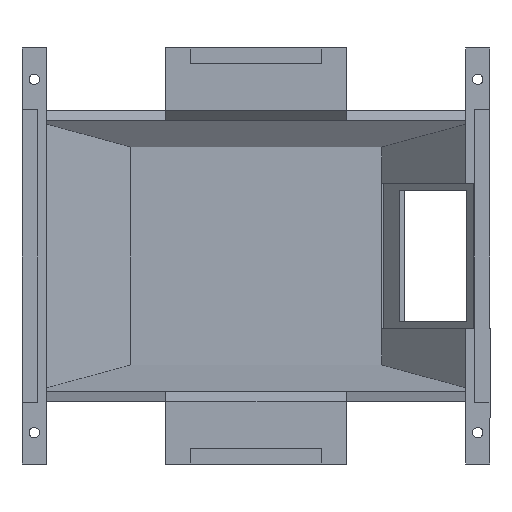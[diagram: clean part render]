
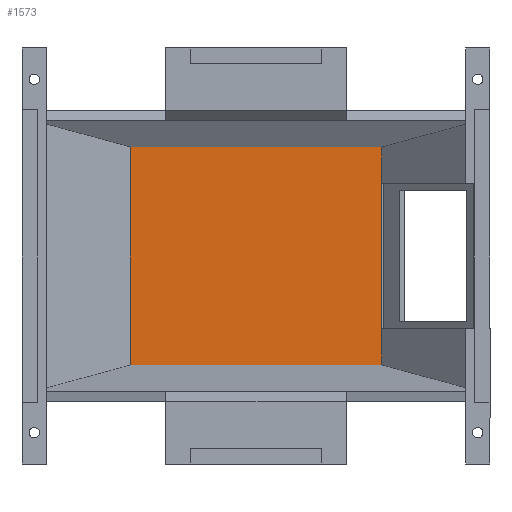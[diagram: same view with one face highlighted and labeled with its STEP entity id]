
A CAD part, front view. The second image highlights one B-rep face of the part: STEP entity #1573.
In plain terms, the highlighted planar face has unit normal (0, -1, 0).
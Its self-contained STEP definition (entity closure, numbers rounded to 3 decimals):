
#14 = ORIENTED_EDGE ( 'NONE', *, *, #558, .F. ) ;
#43 = CARTESIAN_POINT ( 'NONE',  ( -24.172, 24.3, 0. ) ) ;
#234 = CARTESIAN_POINT ( 'NONE',  ( 24.172, 24.3, 20.976 ) ) ;
#273 = VECTOR ( 'NONE', #1635, 1000. ) ;
#302 = VERTEX_POINT ( 'NONE', #234 ) ;
#319 = ORIENTED_EDGE ( 'NONE', *, *, #1364, .T. ) ;
#354 = DIRECTION ( 'NONE',  ( -1., 0., 0. ) ) ;
#359 = ORIENTED_EDGE ( 'NONE', *, *, #1710, .F. ) ;
#399 = CARTESIAN_POINT ( 'NONE',  ( 0., 24.3, 20.976 ) ) ;
#418 = ORIENTED_EDGE ( 'NONE', *, *, #2757, .F. ) ;
#453 = VERTEX_POINT ( 'NONE', #2590 ) ;
#520 = CARTESIAN_POINT ( 'NONE',  ( -24.172, 24.3, 20.976 ) ) ;
#558 = EDGE_CURVE ( 'NONE', #302, #921, #2965, .T. ) ;
#597 = CARTESIAN_POINT ( 'NONE',  ( 24.172, 24.3, 0. ) ) ;
#734 = CARTESIAN_POINT ( 'NONE',  ( 0., 24.3, 0. ) ) ;
#845 = CARTESIAN_POINT ( 'NONE',  ( 24.172, 24.3, 14. ) ) ;
#868 = DIRECTION ( 'NONE',  ( 0., 0., -1. ) ) ;
#921 = VERTEX_POINT ( 'NONE', #845 ) ;
#945 = ORIENTED_EDGE ( 'NONE', *, *, #2409, .F. ) ;
#980 = CARTESIAN_POINT ( 'NONE',  ( 24.172, 24.3, -14. ) ) ;
#1047 = VECTOR ( 'NONE', #1096, 1000. ) ;
#1063 = VERTEX_POINT ( 'NONE', #980 ) ;
#1096 = DIRECTION ( 'NONE',  ( 0., 0., -1. ) ) ;
#1104 = CARTESIAN_POINT ( 'NONE',  ( 0., 24.3, -20.976 ) ) ;
#1108 = LINE ( 'NONE', #597, #273 ) ;
#1134 = LINE ( 'NONE', #1104, #2608 ) ;
#1232 = VECTOR ( 'NONE', #1953, 1000. ) ;
#1250 = VERTEX_POINT ( 'NONE', #520 ) ;
#1364 = EDGE_CURVE ( 'NONE', #1250, #453, #2908, .T. ) ;
#1432 = CARTESIAN_POINT ( 'NONE',  ( 24.172, 24.3, 0. ) ) ;
#1549 = DIRECTION ( 'NONE',  ( 0., -1., 0. ) ) ;
#1573 = ADVANCED_FACE ( 'NONE', ( #2026 ), #2828, .T. ) ;
#1635 = DIRECTION ( 'NONE',  ( 0., 0., -1. ) ) ;
#1710 = EDGE_CURVE ( 'NONE', #921, #1063, #1108, .T. ) ;
#1921 = VECTOR ( 'NONE', #2458, 1000. ) ;
#1926 = LINE ( 'NONE', #1432, #3265 ) ;
#1953 = DIRECTION ( 'NONE',  ( 0., 0., -1. ) ) ;
#2026 = FACE_OUTER_BOUND ( 'NONE', #2205, .T. ) ;
#2205 = EDGE_LOOP ( 'NONE', ( #2325, #418, #359, #14, #945, #319 ) ) ;
#2325 = ORIENTED_EDGE ( 'NONE', *, *, #3133, .F. ) ;
#2409 = EDGE_CURVE ( 'NONE', #1250, #302, #2712, .T. ) ;
#2458 = DIRECTION ( 'NONE',  ( 1., 0., 0. ) ) ;
#2590 = CARTESIAN_POINT ( 'NONE',  ( -24.172, 24.3, -20.976 ) ) ;
#2608 = VECTOR ( 'NONE', #354, 1000. ) ;
#2712 = LINE ( 'NONE', #399, #1921 ) ;
#2757 = EDGE_CURVE ( 'NONE', #1063, #3340, #1926, .T. ) ;
#2828 = PLANE ( 'NONE',  #3367 ) ;
#2908 = LINE ( 'NONE', #43, #1047 ) ;
#2965 = LINE ( 'NONE', #3207, #1232 ) ;
#3081 = CARTESIAN_POINT ( 'NONE',  ( 24.172, 24.3, -20.976 ) ) ;
#3110 = DIRECTION ( 'NONE',  ( 0., 0., -1. ) ) ;
#3133 = EDGE_CURVE ( 'NONE', #3340, #453, #1134, .T. ) ;
#3207 = CARTESIAN_POINT ( 'NONE',  ( 24.172, 24.3, 0. ) ) ;
#3265 = VECTOR ( 'NONE', #868, 1000. ) ;
#3340 = VERTEX_POINT ( 'NONE', #3081 ) ;
#3367 = AXIS2_PLACEMENT_3D ( 'NONE', #734, #1549, #3110 ) ;
